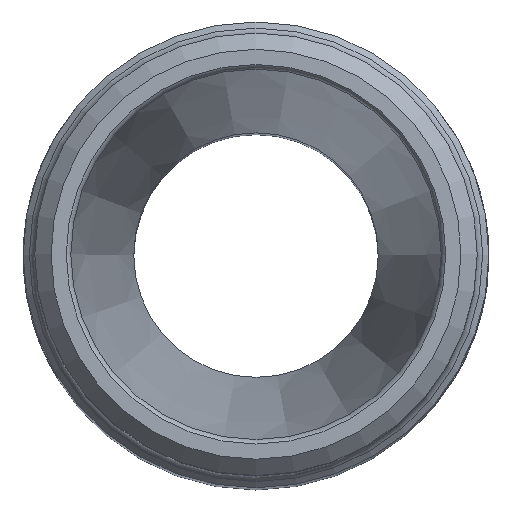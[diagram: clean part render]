
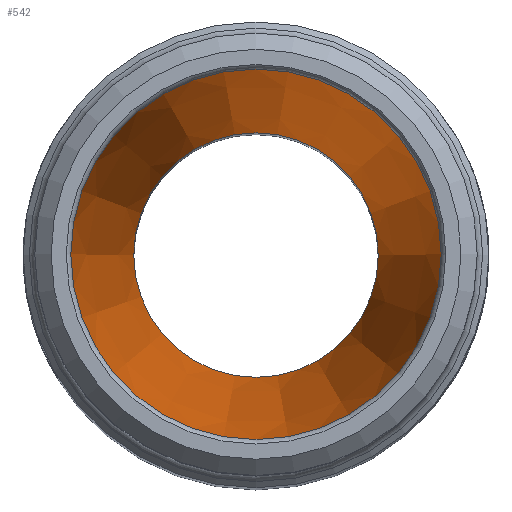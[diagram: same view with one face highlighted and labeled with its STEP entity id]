
A CAD part, top view. The second image highlights one B-rep face of the part: STEP entity #542.
In plain terms, the highlighted conical face has half-angle 8 degrees and reference radius 5.25 mm.
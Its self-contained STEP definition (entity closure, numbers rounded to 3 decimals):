
#29=CONICAL_SURFACE('',#597,5.25,0.14);
#50=CIRCLE('',#576,5.25);
#58=CIRCLE('',#598,7.954);
#123=ORIENTED_EDGE('',*,*,#170,.T.);
#124=ORIENTED_EDGE('',*,*,#158,.F.);
#158=EDGE_CURVE('',#194,#194,#50,.T.);
#170=EDGE_CURVE('',#202,#202,#58,.T.);
#194=VERTEX_POINT('',#772);
#202=VERTEX_POINT('',#806);
#267=EDGE_LOOP('',(#123));
#268=EDGE_LOOP('',(#124));
#315=FACE_BOUND('',#267,.T.);
#316=FACE_BOUND('',#268,.T.);
#542=ADVANCED_FACE('',(#315,#316),#29,.F.);
#576=AXIS2_PLACEMENT_3D('',#771,#658,#659);
#597=AXIS2_PLACEMENT_3D('',#804,#704,#705);
#598=AXIS2_PLACEMENT_3D('',#805,#706,#707);
#658=DIRECTION('',(0.,0.,1.));
#659=DIRECTION('',(1.,0.,0.));
#704=DIRECTION('',(0.,0.,1.));
#705=DIRECTION('',(-1.,0.,0.));
#706=DIRECTION('',(0.,0.,1.));
#707=DIRECTION('',(1.,0.,0.));
#771=CARTESIAN_POINT('',(0.,0.,22.433));
#772=CARTESIAN_POINT('',(5.25,0.,22.433));
#804=CARTESIAN_POINT('',(0.,0.,22.433));
#805=CARTESIAN_POINT('',(0.,0.,41.67));
#806=CARTESIAN_POINT('',(7.954,0.,41.67));
